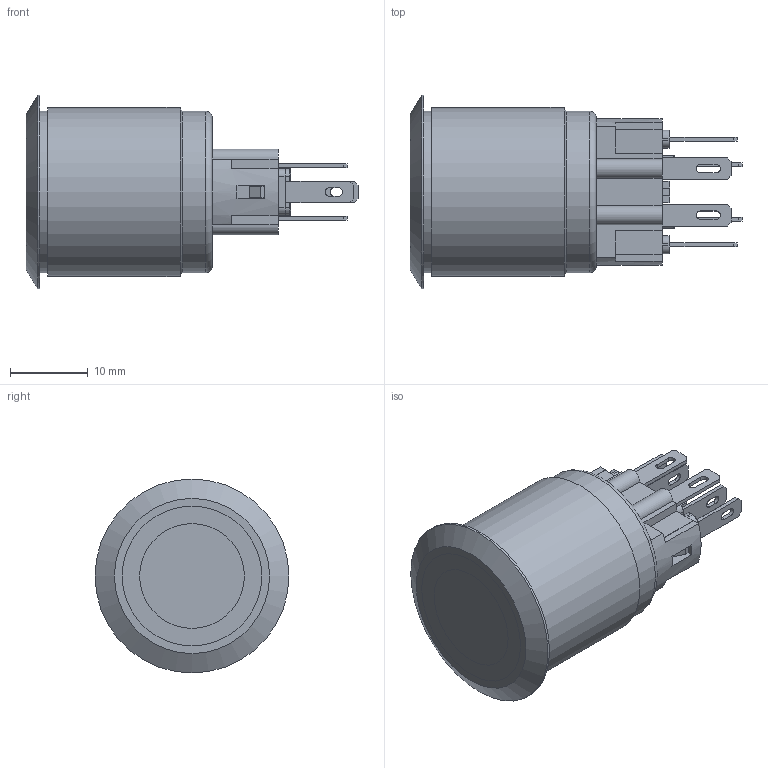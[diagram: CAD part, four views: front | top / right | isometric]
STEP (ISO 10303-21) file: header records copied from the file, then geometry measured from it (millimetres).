
FILE_DESCRIPTION((''),'2;1');
FILE_NAME('PV7F2T0xx-3Rx.stp','2017-09-27T13:14:17',('mwilliams'),(''),'Autodesk Inventor 2012','Autodesk Inventor 2012','');
FILE_SCHEMA(('AUTOMOTIVE_DESIGN { 1 0 10303 214 1 1 1 1 }'));
Length unit declared in the file: millimetre
Products named in the file (1): PV7F2T0xx-3Rx
Bounding box: 42.8 x 25 x 25 mm (x, y, z)
Volume: 10151.7 mm3; surface area: 4461.9 mm2
Topology: 1 solids, 2 shells, 321 faces, 859 edges, 550 vertices
Faces by surface type: plane 234, cylinder 68, torus 17, cone 2
Full cylindrical faces by diameter (mm): 2 x4, 20.8 x2, 21.8 x1, 25 x1
Entity records: 10207 total; most frequent: CARTESIAN_POINT 1716, ORIENTED_EDGE 1692, DIRECTION 1654, EDGE_CURVE 846, VECTOR 682, LINE 682, VERTEX_POINT 548, AXIS2_PLACEMENT_3D 486
